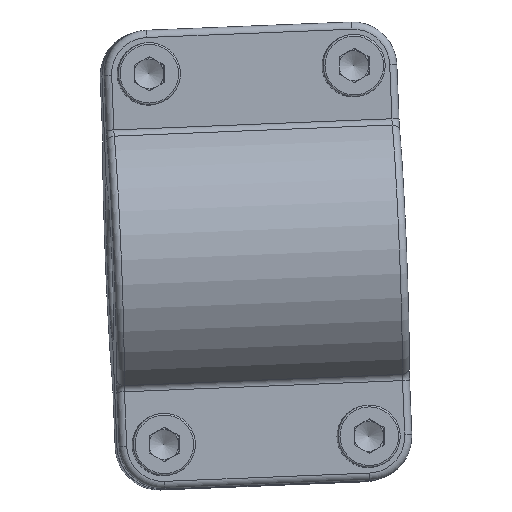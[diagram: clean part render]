
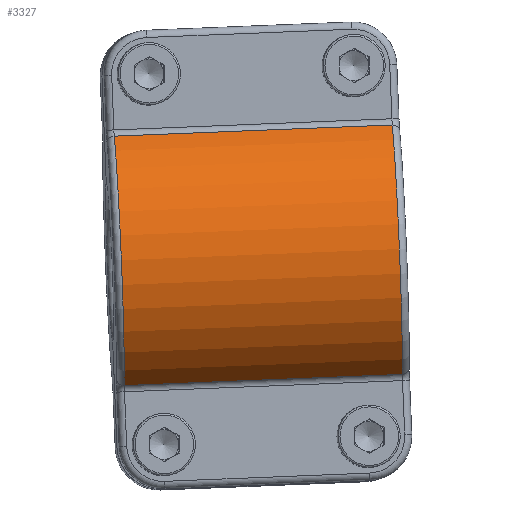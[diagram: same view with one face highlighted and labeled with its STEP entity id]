
A CAD part, front view. The second image highlights one B-rep face of the part: STEP entity #3327.
In plain terms, the highlighted cylindrical face has radius 20 mm (diameter 40 mm), a partial arc.
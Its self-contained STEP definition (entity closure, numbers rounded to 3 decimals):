
#26 = FACE_OUTER_BOUND ( 'NONE', #2342, .T. ) ;
#214 = CARTESIAN_POINT ( 'NONE',  ( 0., 0., 1. ) ) ;
#374 = DIRECTION ( 'NONE',  ( 0., 0., -1. ) ) ;
#648 = DIRECTION ( 'NONE',  ( 1., 0., 0. ) ) ;
#673 = CARTESIAN_POINT ( 'NONE',  ( 17.037, -10.476, 40. ) ) ;
#927 = VECTOR ( 'NONE', #954, 1000. ) ;
#954 = DIRECTION ( 'NONE',  ( 0., 0., -1. ) ) ;
#962 = DIRECTION ( 'NONE',  ( 0., 0., -1. ) ) ;
#978 = CARTESIAN_POINT ( 'NONE',  ( 17.037, -10.476, 1. ) ) ;
#1010 = LINE ( 'NONE', #673, #3165 ) ;
#1076 = CYLINDRICAL_SURFACE ( 'NONE', #2564, 20. ) ;
#1254 = CIRCLE ( 'NONE', #2183, 20. ) ;
#1711 = CARTESIAN_POINT ( 'NONE',  ( -17.037, -10.476, 40. ) ) ;
#1910 = CARTESIAN_POINT ( 'NONE',  ( -17.037, -10.476, 1. ) ) ;
#1972 = VERTEX_POINT ( 'NONE', #4227 ) ;
#2076 = DIRECTION ( 'NONE',  ( -1., 0., 0. ) ) ;
#2094 = EDGE_CURVE ( 'NONE', #4344, #3108, #5526, .T. ) ;
#2183 = AXIS2_PLACEMENT_3D ( 'NONE', #3556, #962, #3997 ) ;
#2342 = EDGE_LOOP ( 'NONE', ( #4215, #3652, #5191, #4825 ) ) ;
#2446 = EDGE_CURVE ( 'NONE', #1972, #4344, #1254, .T. ) ;
#2469 = VERTEX_POINT ( 'NONE', #978 ) ;
#2491 = CARTESIAN_POINT ( 'NONE',  ( 0., 0., 40. ) ) ;
#2564 = AXIS2_PLACEMENT_3D ( 'NONE', #2491, #374, #2076 ) ;
#3108 = VERTEX_POINT ( 'NONE', #1910 ) ;
#3165 = VECTOR ( 'NONE', #5401, 1000. ) ;
#3230 = DIRECTION ( 'NONE',  ( 0., 0., 1. ) ) ;
#3231 = CARTESIAN_POINT ( 'NONE',  ( -17.037, -10.476, 39. ) ) ;
#3327 = ADVANCED_FACE ( 'NONE', ( #26 ), #1076, .T. ) ;
#3556 = CARTESIAN_POINT ( 'NONE',  ( 0., 0., 39. ) ) ;
#3652 = ORIENTED_EDGE ( 'NONE', *, *, #3723, .T. ) ;
#3723 = EDGE_CURVE ( 'NONE', #2469, #1972, #1010, .T. ) ;
#3923 = AXIS2_PLACEMENT_3D ( 'NONE', #214, #3230, #648 ) ;
#3997 = DIRECTION ( 'NONE',  ( 1., 0., 0. ) ) ;
#4038 = CIRCLE ( 'NONE', #3923, 20. ) ;
#4215 = ORIENTED_EDGE ( 'NONE', *, *, #5568, .T. ) ;
#4227 = CARTESIAN_POINT ( 'NONE',  ( 17.037, -10.476, 39. ) ) ;
#4344 = VERTEX_POINT ( 'NONE', #3231 ) ;
#4825 = ORIENTED_EDGE ( 'NONE', *, *, #2094, .T. ) ;
#5191 = ORIENTED_EDGE ( 'NONE', *, *, #2446, .T. ) ;
#5401 = DIRECTION ( 'NONE',  ( 0., 0., 1. ) ) ;
#5526 = LINE ( 'NONE', #1711, #927 ) ;
#5568 = EDGE_CURVE ( 'NONE', #3108, #2469, #4038, .T. ) ;
